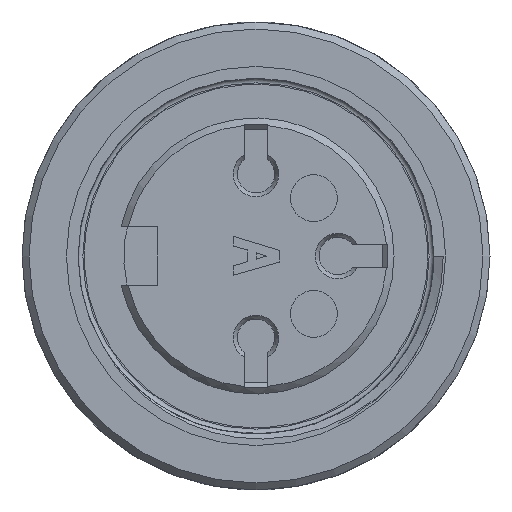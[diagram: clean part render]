
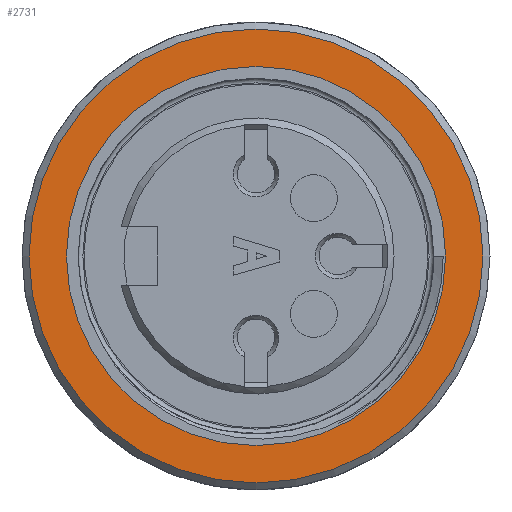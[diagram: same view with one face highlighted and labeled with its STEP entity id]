
A CAD part, front view. The second image highlights one B-rep face of the part: STEP entity #2731.
In plain terms, the highlighted planar face has unit normal (0, -1, 0).
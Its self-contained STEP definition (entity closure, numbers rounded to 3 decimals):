
#2462=PLANE('',#7169);
#2731=ADVANCED_FACE('',(#3030,#3031),#2462,.F.);
#3030=FACE_BOUND('',#3254,.T.);
#3031=FACE_BOUND('',#3255,.T.);
#3254=EDGE_LOOP('',(#4415));
#3255=EDGE_LOOP('',(#4416));
#4415=ORIENTED_EDGE('',*,*,#6475,.F.);
#4416=ORIENTED_EDGE('',*,*,#6476,.T.);
#5687=VERTEX_POINT('',#26599);
#5688=VERTEX_POINT('',#26602);
#6475=EDGE_CURVE('',#5687,#5687,#6926,.T.);
#6476=EDGE_CURVE('',#5688,#5688,#6927,.T.);
#6926=CIRCLE('',#7166,8.1);
#6927=CIRCLE('',#7168,9.7);
#7166=AXIS2_PLACEMENT_3D('',#26598,#7878,#7879);
#7168=AXIS2_PLACEMENT_3D('',#26601,#7882,#7883);
#7169=AXIS2_PLACEMENT_3D('',#26603,#7884,#7885);
#7878=DIRECTION('',(0.,-1.,0.));
#7879=DIRECTION('',(1.,0.,0.));
#7882=DIRECTION('',(0.,-1.,0.));
#7883=DIRECTION('',(1.,0.,0.));
#7884=DIRECTION('',(0.,1.,0.));
#7885=DIRECTION('',(-1.,0.,0.));
#26598=CARTESIAN_POINT('',(0.596,-24.756,0.));
#26599=CARTESIAN_POINT('',(8.696,-24.756,0.));
#26601=CARTESIAN_POINT('',(0.596,-24.756,0.));
#26602=CARTESIAN_POINT('',(10.296,-24.756,0.));
#26603=CARTESIAN_POINT('',(10.296,-24.756,0.));
